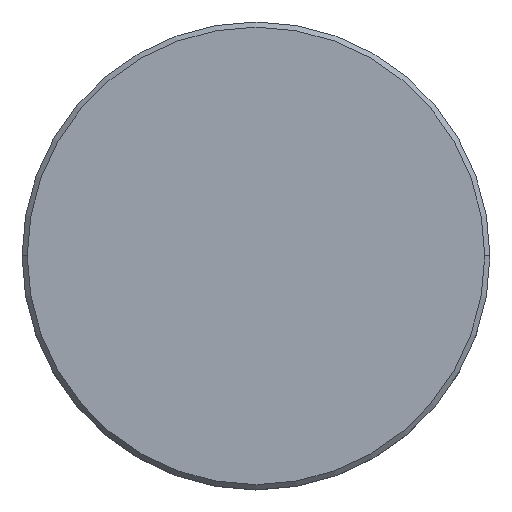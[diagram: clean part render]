
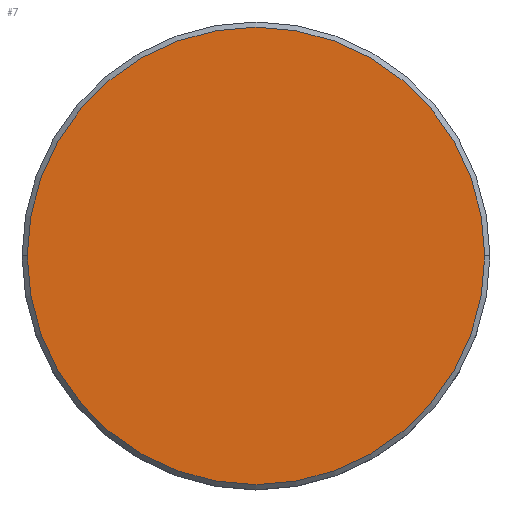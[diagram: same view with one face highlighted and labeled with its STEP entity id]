
A CAD part, top view. The second image highlights one B-rep face of the part: STEP entity #7.
In plain terms, the highlighted planar face has unit normal (0, 0, 1).
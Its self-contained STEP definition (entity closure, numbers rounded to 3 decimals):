
#7 = ADVANCED_FACE ( 'NONE', ( #697 ), #778, .T. ) ;
#23 = DIRECTION ( 'NONE',  ( 1., 0., 0. ) ) ;
#223 = AXIS2_PLACEMENT_3D ( 'NONE', #804, #1044, #637 ) ;
#338 = CARTESIAN_POINT ( 'NONE',  ( 22., 0., 0. ) ) ;
#418 = CARTESIAN_POINT ( 'NONE',  ( 0., 0., 0. ) ) ;
#425 = VERTEX_POINT ( 'NONE', #338 ) ;
#535 = DIRECTION ( 'NONE',  ( 1., 0., 0. ) ) ;
#570 = EDGE_CURVE ( 'NONE', #425, #718, #751, .T. ) ;
#637 = DIRECTION ( 'NONE',  ( 1., 0., 0. ) ) ;
#697 = FACE_OUTER_BOUND ( 'NONE', #849, .T. ) ;
#718 = VERTEX_POINT ( 'NONE', #923 ) ;
#751 = CIRCLE ( 'NONE', #223, 22. ) ;
#754 = DIRECTION ( 'NONE',  ( 0., 0., 1. ) ) ;
#759 = DIRECTION ( 'NONE',  ( 0., 0., 1. ) ) ;
#778 = PLANE ( 'NONE',  #1058 ) ;
#804 = CARTESIAN_POINT ( 'NONE',  ( 0., 0., 0. ) ) ;
#843 = ORIENTED_EDGE ( 'NONE', *, *, #570, .T. ) ;
#849 = EDGE_LOOP ( 'NONE', ( #953, #843 ) ) ;
#923 = CARTESIAN_POINT ( 'NONE',  ( -22., 0., 0. ) ) ;
#953 = ORIENTED_EDGE ( 'NONE', *, *, #1054, .T. ) ;
#1007 = AXIS2_PLACEMENT_3D ( 'NONE', #1010, #759, #23 ) ;
#1010 = CARTESIAN_POINT ( 'NONE',  ( 0., 0., 0. ) ) ;
#1044 = DIRECTION ( 'NONE',  ( 0., 0., 1. ) ) ;
#1049 = CIRCLE ( 'NONE', #1007, 22. ) ;
#1054 = EDGE_CURVE ( 'NONE', #718, #425, #1049, .T. ) ;
#1058 = AXIS2_PLACEMENT_3D ( 'NONE', #418, #754, #535 ) ;
